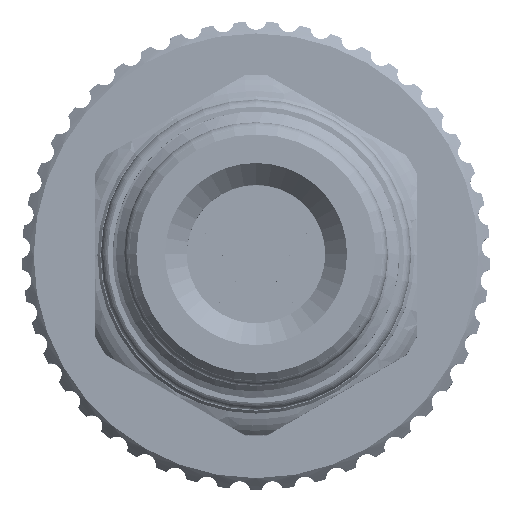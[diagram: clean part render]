
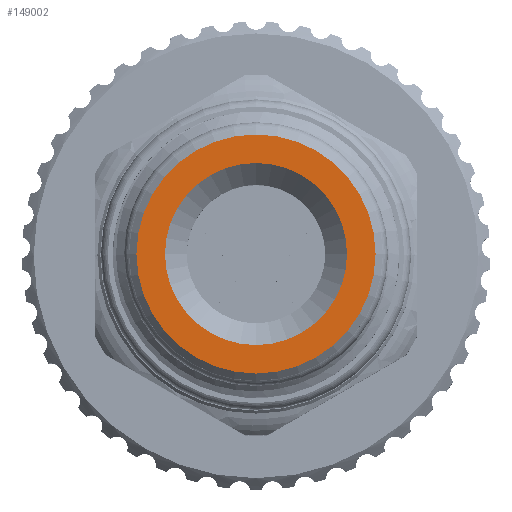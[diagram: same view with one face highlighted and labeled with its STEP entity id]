
A CAD part, top view. The second image highlights one B-rep face of the part: STEP entity #149002.
In plain terms, the highlighted planar face has unit normal (0, 0, 1).
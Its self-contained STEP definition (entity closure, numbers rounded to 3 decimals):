
#16134 = VERTEX_POINT ( 'NONE', #162875 ) ;
#16135 = VERTEX_POINT ( 'NONE', #162877 ) ;
#16188 = VERTEX_POINT ( 'NONE', #162964 ) ;
#16191 = VERTEX_POINT ( 'NONE', #162969 ) ;
#23217 = CARTESIAN_POINT ( 'NONE',  ( 0., 0., 45.082 ) ) ;
#23219 = DIRECTION ( 'NONE',  ( 0., 0., 1. ) ) ;
#23221 = DIRECTION ( 'NONE',  ( 0., -1., 0. ) ) ;
#23954 = CIRCLE ( 'NONE', #158125, 8.225 ) ;
#31354 = AXIS2_PLACEMENT_3D ( 'NONE', #46031, #46032, #46034 ) ;
#31694 = AXIS2_PLACEMENT_3D ( 'NONE', #55462, #55463, #55464 ) ;
#31990 = AXIS2_PLACEMENT_3D ( 'NONE', #55774, #55775, #55776 ) ;
#35989 = ORIENTED_EDGE ( 'NONE', *, *, #143292, .T. ) ;
#35993 = ORIENTED_EDGE ( 'NONE', *, *, #117648, .T. ) ;
#35996 = ORIENTED_EDGE ( 'NONE', *, *, #143182, .F. ) ;
#36000 = ORIENTED_EDGE ( 'NONE', *, *, #142386, .F. ) ;
#40758 = CIRCLE ( 'NONE', #31354, 6.265 ) ;
#41078 = CIRCLE ( 'NONE', #31694, 6.265 ) ;
#41178 = CIRCLE ( 'NONE', #31990, 8.225 ) ;
#46031 = CARTESIAN_POINT ( 'NONE',  ( 0., 0., 45.082 ) ) ;
#46032 = DIRECTION ( 'NONE',  ( 0., 0., 1. ) ) ;
#46034 = DIRECTION ( 'NONE',  ( 0., 1., 0. ) ) ;
#55462 = CARTESIAN_POINT ( 'NONE',  ( 0., 0., 45.082 ) ) ;
#55463 = DIRECTION ( 'NONE',  ( 0., 0., 1. ) ) ;
#55464 = DIRECTION ( 'NONE',  ( 0., 1., 0. ) ) ;
#55774 = CARTESIAN_POINT ( 'NONE',  ( 0., 0., 45.082 ) ) ;
#55775 = DIRECTION ( 'NONE',  ( 0., 0., 1. ) ) ;
#55776 = DIRECTION ( 'NONE',  ( 0., -1., 0. ) ) ;
#59785 = FACE_OUTER_BOUND ( 'NONE', #85966, .T. ) ;
#59791 = FACE_BOUND ( 'NONE', #85952, .T. ) ;
#62433 = AXIS2_PLACEMENT_3D ( 'NONE', #74175, #74184, #74185 ) ;
#74175 = CARTESIAN_POINT ( 'NONE',  ( 0., 0., 45.082 ) ) ;
#74179 = PLANE ( 'NONE',  #62433 ) ;
#74184 = DIRECTION ( 'NONE',  ( 0., 0., -1. ) ) ;
#74185 = DIRECTION ( 'NONE',  ( 0., -1., 0. ) ) ;
#85952 = EDGE_LOOP ( 'NONE', ( #35996, #36000 ) ) ;
#85966 = EDGE_LOOP ( 'NONE', ( #35989, #35993 ) ) ;
#117648 = EDGE_CURVE ( 'NONE', #16134, #16135, #23954, .T. ) ;
#142386 = EDGE_CURVE ( 'NONE', #16188, #16191, #40758, .T. ) ;
#143182 = EDGE_CURVE ( 'NONE', #16191, #16188, #41078, .T. ) ;
#143292 = EDGE_CURVE ( 'NONE', #16135, #16134, #41178, .T. ) ;
#149002 = ADVANCED_FACE ( 'NONE', ( #59785, #59791 ), #74179, .F. ) ;
#158125 = AXIS2_PLACEMENT_3D ( 'NONE', #23217, #23219, #23221 ) ;
#162875 = CARTESIAN_POINT ( 'NONE',  ( 0., 8.225, 45.082 ) ) ;
#162877 = CARTESIAN_POINT ( 'NONE',  ( 0., -8.225, 45.082 ) ) ;
#162964 = CARTESIAN_POINT ( 'NONE',  ( 0., -6.265, 45.082 ) ) ;
#162969 = CARTESIAN_POINT ( 'NONE',  ( 0., 6.265, 45.082 ) ) ;
